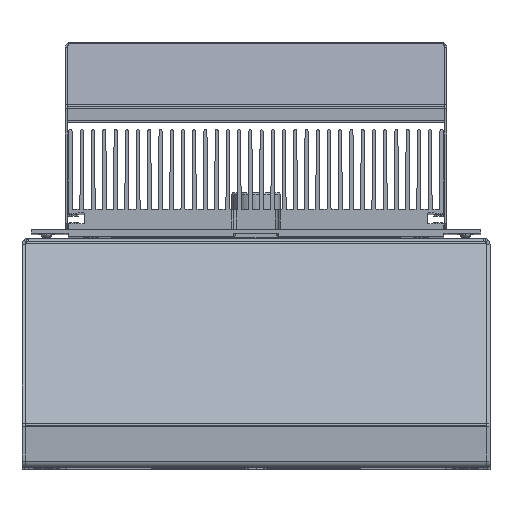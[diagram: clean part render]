
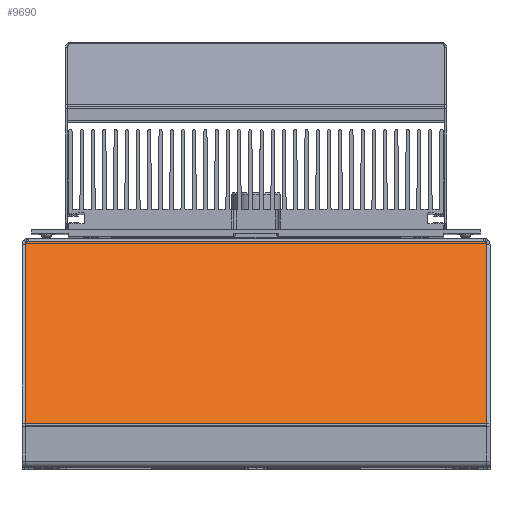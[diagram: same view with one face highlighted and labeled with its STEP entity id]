
A CAD part, top view. The second image highlights one B-rep face of the part: STEP entity #9690.
In plain terms, the highlighted planar face has unit normal (0, 0.545, 0.839).
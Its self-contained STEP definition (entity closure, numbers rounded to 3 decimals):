
#2585=DIRECTION('',(0.,-0.839,0.545));
#2586=VECTOR('',#2585,1.624);
#2587=CARTESIAN_POINT('',(-92.25,-4.738,202.239));
#2588=LINE('',#2587,#2586);
#2589=DIRECTION('',(0.,-0.839,0.545));
#2590=VECTOR('',#2589,85.328);
#2591=CARTESIAN_POINT('',(-92.25,-6.1,203.124));
#2592=LINE('',#2591,#2590);
#2593=DIRECTION('',(-1.,0.,0.));
#2594=VECTOR('',#2593,184.5);
#2595=CARTESIAN_POINT('',(92.25,-4.738,202.239));
#2596=LINE('',#2595,#2594);
#2623=DIRECTION('',(0.,0.839,-0.545));
#2624=VECTOR('',#2623,1.624);
#2625=CARTESIAN_POINT('',(92.25,-6.1,203.124));
#2626=LINE('',#2625,#2624);
#2679=DIRECTION('',(0.,0.839,-0.545));
#2680=VECTOR('',#2679,85.328);
#2681=CARTESIAN_POINT('',(92.25,-77.662,249.597));
#2682=LINE('',#2681,#2680);
#2735=DIRECTION('',(1.,0.,0.));
#2736=VECTOR('',#2735,184.5);
#2737=CARTESIAN_POINT('',(-92.25,-77.662,249.597));
#2738=LINE('',#2737,#2736);
#3972=CARTESIAN_POINT('',(-92.25,-6.1,203.124));
#3974=VERTEX_POINT('',#3972);
#3977=CARTESIAN_POINT('',(-92.25,-4.738,202.239));
#3978=VERTEX_POINT('',#3977);
#3981=CARTESIAN_POINT('',(92.25,-4.738,202.239));
#3982=VERTEX_POINT('',#3981);
#3983=CARTESIAN_POINT('',(92.25,-6.1,203.124));
#3984=VERTEX_POINT('',#3983);
#3985=CARTESIAN_POINT('',(-92.25,-77.662,249.597));
#3986=CARTESIAN_POINT('',(92.25,-77.662,249.597));
#3987=VERTEX_POINT('',#3985);
#3988=VERTEX_POINT('',#3986);
#9672=CARTESIAN_POINT('',(0.,-41.2,225.918));
#9673=DIRECTION('',(0.,0.545,0.839));
#9674=DIRECTION('',(0.,-0.839,0.545));
#9675=AXIS2_PLACEMENT_3D('',#9672,#9673,#9674);
#9676=PLANE('',#9675);
#9677=ORIENTED_EDGE('',*,*,#9655,.F.);
#9679=ORIENTED_EDGE('',*,*,#9678,.F.);
#9681=ORIENTED_EDGE('',*,*,#9680,.F.);
#9683=ORIENTED_EDGE('',*,*,#9682,.F.);
#9685=ORIENTED_EDGE('',*,*,#9684,.F.);
#9687=ORIENTED_EDGE('',*,*,#9686,.F.);
#9688=EDGE_LOOP('',(#9677,#9679,#9681,#9683,#9685,#9687));
#9689=FACE_OUTER_BOUND('',#9688,.F.);
#9690=ADVANCED_FACE('',(#9689),#9676,.T.);
#9655=EDGE_CURVE('',#3978,#3974,#2588,.T.);
#9678=EDGE_CURVE('',#3982,#3978,#2596,.T.);
#9680=EDGE_CURVE('',#3984,#3982,#2626,.T.);
#9682=EDGE_CURVE('',#3988,#3984,#2682,.T.);
#9684=EDGE_CURVE('',#3987,#3988,#2738,.T.);
#9686=EDGE_CURVE('',#3974,#3987,#2592,.T.);
